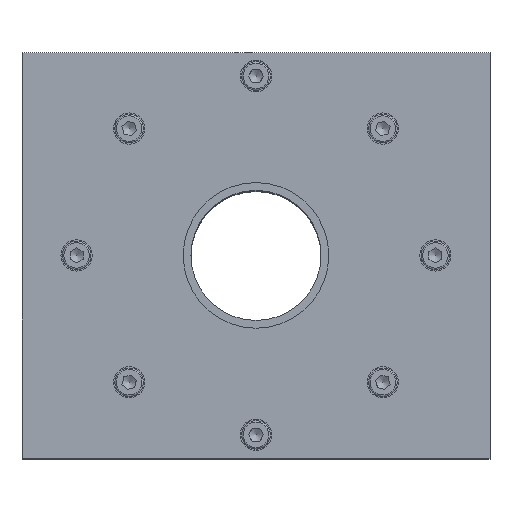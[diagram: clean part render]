
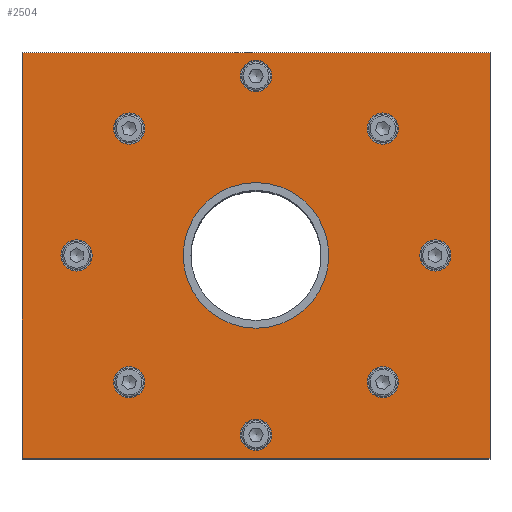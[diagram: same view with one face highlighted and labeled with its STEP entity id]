
A CAD part, top view. The second image highlights one B-rep face of the part: STEP entity #2504.
In plain terms, the highlighted face is planar.
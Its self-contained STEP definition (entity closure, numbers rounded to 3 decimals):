
#1504=CARTESIAN_POINT('',(14.,0.,0.0));
#1505=VERTEX_POINT('',#1504);
#1506=CARTESIAN_POINT('',(0.0,0.0,0.0));
#1507=DIRECTION('',(0.0,0.0,1.0));
#1508=DIRECTION('',(-1.0,0.0,0.0));
#1509=AXIS2_PLACEMENT_3D('',#1506,#1507,#1508);
#1510=CIRCLE('',#1509,14.);
#1511=EDGE_CURVE('',#1505,#1505,#1510,.T.);
#1572=CARTESIAN_POINT('',(21.395,24.395,0.0));
#1573=VERTEX_POINT('',#1572);
#1574=CARTESIAN_POINT('',(24.395,24.395,0.0));
#1575=DIRECTION('',(0.0,0.0,1.0));
#1576=DIRECTION('',(-1.0,0.0,0.0));
#1577=AXIS2_PLACEMENT_3D('',#1574,#1575,#1576);
#1578=CIRCLE('',#1577,3.0);
#1579=EDGE_CURVE('',#1573,#1573,#1578,.T.);
#1640=CARTESIAN_POINT('',(-3.,34.5,0.0));
#1641=VERTEX_POINT('',#1640);
#1642=CARTESIAN_POINT('',(0.,34.5,0.0));
#1643=DIRECTION('',(0.0,0.0,1.0));
#1644=DIRECTION('',(-1.0,0.0,0.0));
#1645=AXIS2_PLACEMENT_3D('',#1642,#1643,#1644);
#1646=CIRCLE('',#1645,3.0);
#1647=EDGE_CURVE('',#1641,#1641,#1646,.T.);
#1708=CARTESIAN_POINT('',(-27.395,24.395,0.0));
#1709=VERTEX_POINT('',#1708);
#1710=CARTESIAN_POINT('',(-24.395,24.395,0.0));
#1711=DIRECTION('',(0.0,0.0,1.0));
#1712=DIRECTION('',(-1.0,0.0,0.0));
#1713=AXIS2_PLACEMENT_3D('',#1710,#1711,#1712);
#1714=CIRCLE('',#1713,3.0);
#1715=EDGE_CURVE('',#1709,#1709,#1714,.T.);
#1776=CARTESIAN_POINT('',(-37.5,0.,0.0));
#1777=VERTEX_POINT('',#1776);
#1778=CARTESIAN_POINT('',(-34.5,0.,0.0));
#1779=DIRECTION('',(0.0,0.0,1.0));
#1780=DIRECTION('',(-1.0,0.0,0.0));
#1781=AXIS2_PLACEMENT_3D('',#1778,#1779,#1780);
#1782=CIRCLE('',#1781,3.0);
#1783=EDGE_CURVE('',#1777,#1777,#1782,.T.);
#1844=CARTESIAN_POINT('',(-27.395,-24.395,0.0));
#1845=VERTEX_POINT('',#1844);
#1846=CARTESIAN_POINT('',(-24.395,-24.395,0.0));
#1847=DIRECTION('',(0.0,0.0,1.0));
#1848=DIRECTION('',(-1.0,0.0,0.0));
#1849=AXIS2_PLACEMENT_3D('',#1846,#1847,#1848);
#1850=CIRCLE('',#1849,3.0);
#1851=EDGE_CURVE('',#1845,#1845,#1850,.T.);
#1912=CARTESIAN_POINT('',(-3.,-34.5,0.0));
#1913=VERTEX_POINT('',#1912);
#1914=CARTESIAN_POINT('',(0.,-34.5,0.0));
#1915=DIRECTION('',(0.0,0.0,1.0));
#1916=DIRECTION('',(-1.0,0.0,0.0));
#1917=AXIS2_PLACEMENT_3D('',#1914,#1915,#1916);
#1918=CIRCLE('',#1917,3.0);
#1919=EDGE_CURVE('',#1913,#1913,#1918,.T.);
#1980=CARTESIAN_POINT('',(21.395,-24.395,0.0));
#1981=VERTEX_POINT('',#1980);
#1982=CARTESIAN_POINT('',(24.395,-24.395,0.0));
#1983=DIRECTION('',(0.0,0.0,1.0));
#1984=DIRECTION('',(-1.0,0.0,0.0));
#1985=AXIS2_PLACEMENT_3D('',#1982,#1983,#1984);
#1986=CIRCLE('',#1985,3.0);
#1987=EDGE_CURVE('',#1981,#1981,#1986,.T.);
#2048=CARTESIAN_POINT('',(31.5,0.,0.0));
#2049=VERTEX_POINT('',#2048);
#2050=CARTESIAN_POINT('',(34.5,0.,0.0));
#2051=DIRECTION('',(0.0,0.0,1.0));
#2052=DIRECTION('',(-1.0,0.0,0.0));
#2053=AXIS2_PLACEMENT_3D('',#2050,#2051,#2052);
#2054=CIRCLE('',#2053,3.0);
#2055=EDGE_CURVE('',#2049,#2049,#2054,.T.);
#2364=CARTESIAN_POINT('',(45.,-39.0,0.0));
#2365=VERTEX_POINT('',#2364);
#2372=CARTESIAN_POINT('',(45.,39.0,0.0));
#2373=VERTEX_POINT('',#2372);
#2374=CARTESIAN_POINT('',(45.,39.0,0.0));
#2375=DIRECTION('',(0.0,-1.0,0.0));
#2376=VECTOR('',#2375,78.0);
#2377=LINE('',#2374,#2376);
#2378=EDGE_CURVE('',#2373,#2365,#2377,.T.);
#2401=CARTESIAN_POINT('',(-45.,-39.,0.0));
#2402=VERTEX_POINT('',#2401);
#2409=CARTESIAN_POINT('',(45.,-39.0,0.0));
#2410=DIRECTION('',(-1.0,0.0,0.0));
#2411=VECTOR('',#2410,90.);
#2412=LINE('',#2409,#2411);
#2413=EDGE_CURVE('',#2365,#2402,#2412,.T.);
#2425=CARTESIAN_POINT('',(-45.,39.0,0.0));
#2426=VERTEX_POINT('',#2425);
#2433=CARTESIAN_POINT('',(-45.,-39.,0.0));
#2434=DIRECTION('',(0.0,1.0,0.0));
#2435=VECTOR('',#2434,78.);
#2436=LINE('',#2433,#2435);
#2437=EDGE_CURVE('',#2402,#2426,#2436,.T.);
#2456=CARTESIAN_POINT('',(-45.,39.0,0.0));
#2457=DIRECTION('',(1.0,0.0,0.0));
#2458=VECTOR('',#2457,90.0);
#2459=LINE('',#2456,#2458);
#2460=EDGE_CURVE('',#2426,#2373,#2459,.T.);
#2466=CARTESIAN_POINT('',(0.,0.,0.0));
#2467=DIRECTION('',(0.0,0.0,1.0));
#2468=DIRECTION('',(1.0,0.0,0.0));
#2469=AXIS2_PLACEMENT_3D('',#2466,#2467,#2468);
#2470=PLANE('',#2469);
#2471=ORIENTED_EDGE('',*,*,#2460,.T.);
#2472=ORIENTED_EDGE('',*,*,#2378,.T.);
#2473=ORIENTED_EDGE('',*,*,#2413,.T.);
#2474=ORIENTED_EDGE('',*,*,#2437,.T.);
#2475=EDGE_LOOP('',(#2471,#2472,#2473,#2474));
#2476=FACE_OUTER_BOUND('',#2475,.T.);
#2477=ORIENTED_EDGE('',*,*,#1579,.T.);
#2478=EDGE_LOOP('',(#2477));
#2479=FACE_BOUND('',#2478,.T.);
#2480=ORIENTED_EDGE('',*,*,#1647,.T.);
#2481=EDGE_LOOP('',(#2480));
#2482=FACE_BOUND('',#2481,.T.);
#2483=ORIENTED_EDGE('',*,*,#1715,.T.);
#2484=EDGE_LOOP('',(#2483));
#2485=FACE_BOUND('',#2484,.T.);
#2486=ORIENTED_EDGE('',*,*,#1783,.T.);
#2487=EDGE_LOOP('',(#2486));
#2488=FACE_BOUND('',#2487,.T.);
#2489=ORIENTED_EDGE('',*,*,#1851,.T.);
#2490=EDGE_LOOP('',(#2489));
#2491=FACE_BOUND('',#2490,.T.);
#2492=ORIENTED_EDGE('',*,*,#1919,.T.);
#2493=EDGE_LOOP('',(#2492));
#2494=FACE_BOUND('',#2493,.T.);
#2495=ORIENTED_EDGE('',*,*,#1987,.T.);
#2496=EDGE_LOOP('',(#2495));
#2497=FACE_BOUND('',#2496,.T.);
#2498=ORIENTED_EDGE('',*,*,#2055,.T.);
#2499=EDGE_LOOP('',(#2498));
#2500=FACE_BOUND('',#2499,.T.);
#2501=ORIENTED_EDGE('',*,*,#1511,.T.);
#2502=EDGE_LOOP('',(#2501));
#2503=FACE_BOUND('',#2502,.T.);
#2504=ADVANCED_FACE('',(#2476,#2479,#2482,#2485,#2488,#2491,#2494,#2497,#2500,#2503),#2470,.F.);
